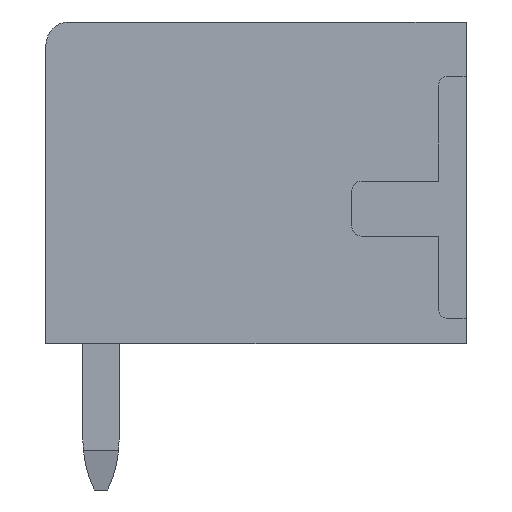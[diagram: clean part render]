
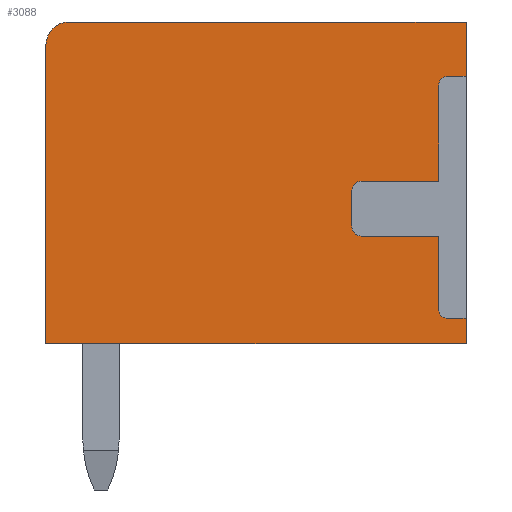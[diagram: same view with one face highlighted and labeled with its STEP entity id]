
A CAD part, left-side view. The second image highlights one B-rep face of the part: STEP entity #3088.
In plain terms, the highlighted planar face has unit normal (-1, 0, 0).
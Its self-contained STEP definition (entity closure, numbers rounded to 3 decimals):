
#2973=AXIS2_PLACEMENT_3D('Plane Axis2P3D',#2970,#2971,#2972) ;
#2984=AXIS2_PLACEMENT_3D('Circle Axis2P3D',#2982,#2983,$) ;
#3003=AXIS2_PLACEMENT_3D('Circle Axis2P3D',#3001,#3002,$) ;
#3024=AXIS2_PLACEMENT_3D('Circle Axis2P3D',#3022,#3023,$) ;
#3038=AXIS2_PLACEMENT_3D('Circle Axis2P3D',#3036,#3037,$) ;
#3059=AXIS2_PLACEMENT_3D('Circle Axis2P3D',#3057,#3058,$) ;
#824=CARTESIAN_POINT('Vertex',(0.3,0.,3.76)) ;
#829=CARTESIAN_POINT('Line Origine',(0.3,0.,3.48)) ;
#833=CARTESIAN_POINT('Vertex',(0.3,0.,3.2)) ;
#882=CARTESIAN_POINT('Vertex',(0.3,0.,10.25)) ;
#885=CARTESIAN_POINT('Line Origine',(0.3,0.,9.655)) ;
#889=CARTESIAN_POINT('Vertex',(0.3,0.,9.06)) ;
#2947=CARTESIAN_POINT('Vertex',(0.3,0.4,3.76)) ;
#2952=CARTESIAN_POINT('Line Origine',(0.3,0.2,3.76)) ;
#2970=CARTESIAN_POINT('Axis2P3D Location',(0.3,0.,0.)) ;
#2975=CARTESIAN_POINT('Line Origine',(0.3,4.35,10.25)) ;
#2979=CARTESIAN_POINT('Vertex',(0.3,8.7,10.25)) ;
#2982=CARTESIAN_POINT('Axis2P3D Location',(0.3,8.7,9.75)) ;
#2986=CARTESIAN_POINT('Vertex',(0.3,9.2,9.75)) ;
#2989=CARTESIAN_POINT('Line Origine',(0.3,9.2,6.475)) ;
#2993=CARTESIAN_POINT('Vertex',(0.3,9.2,3.2)) ;
#2996=CARTESIAN_POINT('Line Origine',(0.3,4.6,3.2)) ;
#3001=CARTESIAN_POINT('Axis2P3D Location',(0.3,0.4,3.96)) ;
#3005=CARTESIAN_POINT('Vertex',(0.3,0.6,3.96)) ;
#3008=CARTESIAN_POINT('Line Origine',(0.3,0.6,4.76)) ;
#3012=CARTESIAN_POINT('Vertex',(0.3,0.6,5.56)) ;
#3015=CARTESIAN_POINT('Line Origine',(0.3,1.45,5.56)) ;
#3019=CARTESIAN_POINT('Vertex',(0.3,2.3,5.56)) ;
#3022=CARTESIAN_POINT('Axis2P3D Location',(0.3,2.3,5.76)) ;
#3026=CARTESIAN_POINT('Vertex',(0.3,2.5,5.76)) ;
#3029=CARTESIAN_POINT('Line Origine',(0.3,2.5,6.16)) ;
#3033=CARTESIAN_POINT('Vertex',(0.3,2.5,6.56)) ;
#3036=CARTESIAN_POINT('Axis2P3D Location',(0.3,2.3,6.56)) ;
#3040=CARTESIAN_POINT('Vertex',(0.3,2.3,6.76)) ;
#3043=CARTESIAN_POINT('Line Origine',(0.3,1.45,6.76)) ;
#3047=CARTESIAN_POINT('Vertex',(0.3,0.6,6.76)) ;
#3050=CARTESIAN_POINT('Line Origine',(0.3,0.6,7.81)) ;
#3054=CARTESIAN_POINT('Vertex',(0.3,0.6,8.86)) ;
#3057=CARTESIAN_POINT('Axis2P3D Location',(0.3,0.4,8.86)) ;
#3061=CARTESIAN_POINT('Vertex',(0.3,0.4,9.06)) ;
#3064=CARTESIAN_POINT('Line Origine',(0.3,0.2,9.06)) ;
#830=DIRECTION('Vector Direction',(0.,0.,-1.)) ;
#886=DIRECTION('Vector Direction',(0.,0.,-1.)) ;
#2953=DIRECTION('Vector Direction',(0.,1.,0.)) ;
#2971=DIRECTION('Axis2P3D Direction',(-1.,0.,0.)) ;
#2972=DIRECTION('Axis2P3D XDirection',(0.,-1.,0.)) ;
#2976=DIRECTION('Vector Direction',(0.,-1.,0.)) ;
#2983=DIRECTION('Axis2P3D Direction',(-1.,0.,0.)) ;
#2990=DIRECTION('Vector Direction',(0.,0.,1.)) ;
#2997=DIRECTION('Vector Direction',(0.,1.,0.)) ;
#3002=DIRECTION('Axis2P3D Direction',(-1.,0.,0.)) ;
#3009=DIRECTION('Vector Direction',(0.,0.,1.)) ;
#3016=DIRECTION('Vector Direction',(0.,1.,0.)) ;
#3023=DIRECTION('Axis2P3D Direction',(-1.,0.,0.)) ;
#3030=DIRECTION('Vector Direction',(0.,0.,1.)) ;
#3037=DIRECTION('Axis2P3D Direction',(-1.,0.,0.)) ;
#3044=DIRECTION('Vector Direction',(0.,-1.,0.)) ;
#3051=DIRECTION('Vector Direction',(0.,0.,1.)) ;
#3058=DIRECTION('Axis2P3D Direction',(-1.,0.,0.)) ;
#3065=DIRECTION('Vector Direction',(0.,-1.,0.)) ;
#831=VECTOR('Line Direction',#830,1.) ;
#887=VECTOR('Line Direction',#886,1.) ;
#2954=VECTOR('Line Direction',#2953,1.) ;
#2977=VECTOR('Line Direction',#2976,1.) ;
#2991=VECTOR('Line Direction',#2990,1.) ;
#2998=VECTOR('Line Direction',#2997,1.) ;
#3010=VECTOR('Line Direction',#3009,1.) ;
#3017=VECTOR('Line Direction',#3016,1.) ;
#3031=VECTOR('Line Direction',#3030,1.) ;
#3045=VECTOR('Line Direction',#3044,1.) ;
#3052=VECTOR('Line Direction',#3051,1.) ;
#3066=VECTOR('Line Direction',#3065,1.) ;
#3070=ORIENTED_EDGE('',*,*,#891,.T.) ;
#3071=ORIENTED_EDGE('',*,*,#2981,.T.) ;
#3072=ORIENTED_EDGE('',*,*,#2988,.T.) ;
#3073=ORIENTED_EDGE('',*,*,#2995,.T.) ;
#3074=ORIENTED_EDGE('',*,*,#3000,.T.) ;
#3075=ORIENTED_EDGE('',*,*,#835,.T.) ;
#3076=ORIENTED_EDGE('',*,*,#2956,.F.) ;
#3077=ORIENTED_EDGE('',*,*,#3007,.F.) ;
#3078=ORIENTED_EDGE('',*,*,#3014,.F.) ;
#3079=ORIENTED_EDGE('',*,*,#3021,.F.) ;
#3080=ORIENTED_EDGE('',*,*,#3028,.F.) ;
#3081=ORIENTED_EDGE('',*,*,#3035,.F.) ;
#3082=ORIENTED_EDGE('',*,*,#3042,.F.) ;
#3083=ORIENTED_EDGE('',*,*,#3049,.F.) ;
#3084=ORIENTED_EDGE('',*,*,#3056,.F.) ;
#3085=ORIENTED_EDGE('',*,*,#3063,.F.) ;
#3086=ORIENTED_EDGE('',*,*,#3068,.F.) ;
#3088=ADVANCED_FACE('HOUSING',(#3087),#2974,.T.) ;
#2985=CIRCLE('generated circle',#2984,0.5) ;
#3004=CIRCLE('generated circle',#3003,0.2) ;
#3025=CIRCLE('generated circle',#3024,0.2) ;
#3039=CIRCLE('generated circle',#3038,0.2) ;
#3060=CIRCLE('generated circle',#3059,0.2) ;
#835=EDGE_CURVE('',#834,#825,#832,.F.) ;
#891=EDGE_CURVE('',#890,#883,#888,.F.) ;
#2956=EDGE_CURVE('',#2948,#825,#2955,.F.) ;
#2981=EDGE_CURVE('',#883,#2980,#2978,.F.) ;
#2988=EDGE_CURVE('',#2980,#2987,#2985,.T.) ;
#2995=EDGE_CURVE('',#2987,#2994,#2992,.F.) ;
#3000=EDGE_CURVE('',#2994,#834,#2999,.F.) ;
#3007=EDGE_CURVE('',#3006,#2948,#3004,.T.) ;
#3014=EDGE_CURVE('',#3013,#3006,#3011,.F.) ;
#3021=EDGE_CURVE('',#3020,#3013,#3018,.F.) ;
#3028=EDGE_CURVE('',#3027,#3020,#3025,.T.) ;
#3035=EDGE_CURVE('',#3034,#3027,#3032,.F.) ;
#3042=EDGE_CURVE('',#3041,#3034,#3039,.T.) ;
#3049=EDGE_CURVE('',#3048,#3041,#3046,.F.) ;
#3056=EDGE_CURVE('',#3055,#3048,#3053,.F.) ;
#3063=EDGE_CURVE('',#3062,#3055,#3060,.T.) ;
#3068=EDGE_CURVE('',#890,#3062,#3067,.F.) ;
#3069=EDGE_LOOP('',(#3070,#3071,#3072,#3073,#3074,#3075,#3076,#3077,#3078,#3079,#3080,#3081,#3082,#3083,#3084,#3085,#3086)) ;
#3087=FACE_OUTER_BOUND('',#3069,.T.) ;
#832=LINE('Line',#829,#831) ;
#888=LINE('Line',#885,#887) ;
#2955=LINE('Line',#2952,#2954) ;
#2978=LINE('Line',#2975,#2977) ;
#2992=LINE('Line',#2989,#2991) ;
#2999=LINE('Line',#2996,#2998) ;
#3011=LINE('Line',#3008,#3010) ;
#3018=LINE('Line',#3015,#3017) ;
#3032=LINE('Line',#3029,#3031) ;
#3046=LINE('Line',#3043,#3045) ;
#3053=LINE('Line',#3050,#3052) ;
#3067=LINE('Line',#3064,#3066) ;
#2974=PLANE('',#2973) ;
#825=VERTEX_POINT('',#824) ;
#834=VERTEX_POINT('',#833) ;
#883=VERTEX_POINT('',#882) ;
#890=VERTEX_POINT('',#889) ;
#2948=VERTEX_POINT('',#2947) ;
#2980=VERTEX_POINT('',#2979) ;
#2987=VERTEX_POINT('',#2986) ;
#2994=VERTEX_POINT('',#2993) ;
#3006=VERTEX_POINT('',#3005) ;
#3013=VERTEX_POINT('',#3012) ;
#3020=VERTEX_POINT('',#3019) ;
#3027=VERTEX_POINT('',#3026) ;
#3034=VERTEX_POINT('',#3033) ;
#3041=VERTEX_POINT('',#3040) ;
#3048=VERTEX_POINT('',#3047) ;
#3055=VERTEX_POINT('',#3054) ;
#3062=VERTEX_POINT('',#3061) ;
